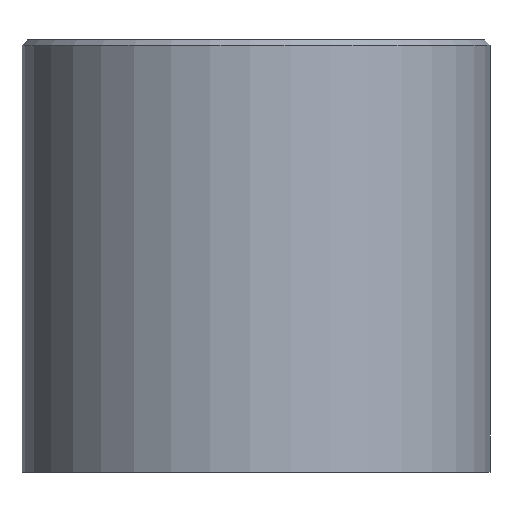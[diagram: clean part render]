
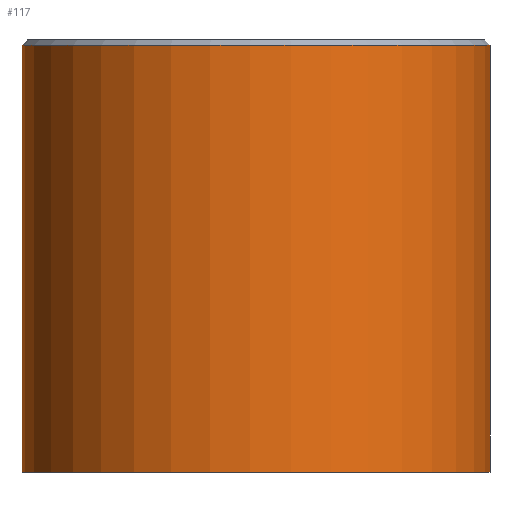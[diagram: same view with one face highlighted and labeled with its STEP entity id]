
A CAD part, front view. The second image highlights one B-rep face of the part: STEP entity #117.
In plain terms, the highlighted cylindrical face has radius 6.5 mm (diameter 13 mm), a full revolution.
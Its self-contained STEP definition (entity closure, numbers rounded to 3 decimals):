
#36=ORIENTED_EDGE('',*,*,#53,.T.);
#37=ORIENTED_EDGE('',*,*,#54,.F.);
#53=EDGE_CURVE('',#62,#62,#71,.T.);
#54=EDGE_CURVE('',#63,#63,#72,.T.);
#62=VERTEX_POINT('',#213);
#63=VERTEX_POINT('',#215);
#71=CIRCLE('',#147,6.5);
#72=CIRCLE('',#148,6.5);
#81=EDGE_LOOP('',(#36));
#82=EDGE_LOOP('',(#37));
#99=FACE_BOUND('',#81,.T.);
#100=FACE_BOUND('',#82,.T.);
#112=CYLINDRICAL_SURFACE('',#146,6.5);
#117=ADVANCED_FACE('',(#99,#100),#112,.T.);
#146=AXIS2_PLACEMENT_3D('',#211,#175,#176);
#147=AXIS2_PLACEMENT_3D('',#212,#177,#178);
#148=AXIS2_PLACEMENT_3D('',#214,#179,#180);
#175=DIRECTION('',(0.,0.,-1.));
#176=DIRECTION('',(-1.,0.,0.));
#177=DIRECTION('',(0.,0.,-1.));
#178=DIRECTION('',(-1.,0.,0.));
#179=DIRECTION('',(0.,0.,-1.));
#180=DIRECTION('',(-1.,0.,0.));
#211=CARTESIAN_POINT('',(100.,-300.,23.3));
#212=CARTESIAN_POINT('',(100.,-300.,22.15));
#213=CARTESIAN_POINT('',(93.5,-300.,22.15));
#214=CARTESIAN_POINT('',(100.,-300.,10.3));
#215=CARTESIAN_POINT('',(93.5,-300.,10.3));
